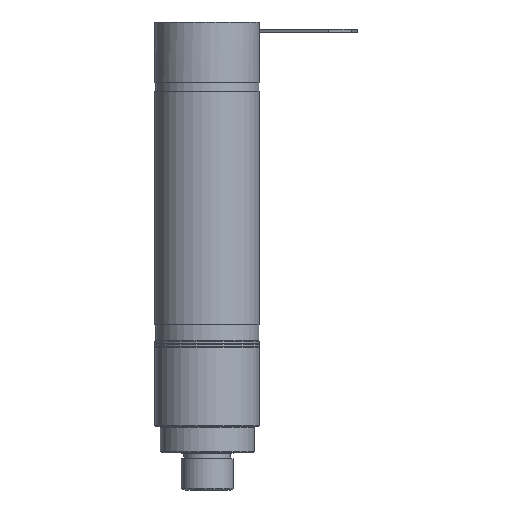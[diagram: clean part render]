
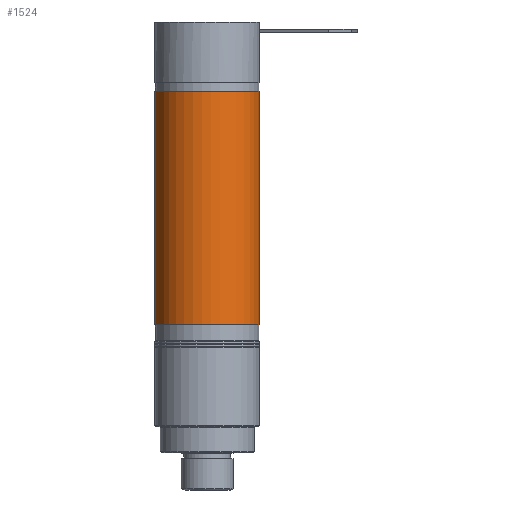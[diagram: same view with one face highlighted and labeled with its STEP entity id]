
A CAD part, left-side view. The second image highlights one B-rep face of the part: STEP entity #1524.
In plain terms, the highlighted cylindrical face has radius 5 mm (diameter 10 mm), a full revolution.
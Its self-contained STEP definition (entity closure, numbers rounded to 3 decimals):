
#398=FACE_BOUND('',#581,.T.);
#484=FACE_OUTER_BOUND('',#580,.T.);
#580=EDGE_LOOP('',(#1312));
#581=EDGE_LOOP('',(#1313));
#643=CIRCLE('',#1626,5.);
#644=CIRCLE('',#1628,5.);
#778=VERTEX_POINT('',#2413);
#779=VERTEX_POINT('',#2416);
#965=EDGE_CURVE('',#778,#778,#643,.T.);
#966=EDGE_CURVE('',#779,#779,#644,.T.);
#1312=ORIENTED_EDGE('',*,*,#966,.F.);
#1313=ORIENTED_EDGE('',*,*,#965,.F.);
#1366=CYLINDRICAL_SURFACE('',#1630,5.);
#1524=ADVANCED_FACE('',(#484,#398),#1366,.T.);
#1626=AXIS2_PLACEMENT_3D('',#2414,#1977,#1978);
#1628=AXIS2_PLACEMENT_3D('',#2417,#1981,#1982);
#1630=AXIS2_PLACEMENT_3D('',#2420,#1985,#1986);
#1977=DIRECTION('center_axis',(0.,0.,
-1.));
#1978=DIRECTION('ref_axis',(0.107,0.994,0.));
#1981=DIRECTION('center_axis',(0.,0.,
1.));
#1982=DIRECTION('ref_axis',(0.107,0.994,0.));
#1985=DIRECTION('center_axis',(0.,0.,
1.));
#1986=DIRECTION('ref_axis',(0.107,0.994,0.));
#2413=CARTESIAN_POINT('',(0.533,4.972,9.574));
#2414=CARTESIAN_POINT('Origin',(0.,0.,
9.574));
#2416=CARTESIAN_POINT('',(4.972,-0.533,31.874));
#2417=CARTESIAN_POINT('Origin',(0.,0.,
31.874));
#2420=CARTESIAN_POINT('Origin',(0.,0.,
9.574));
